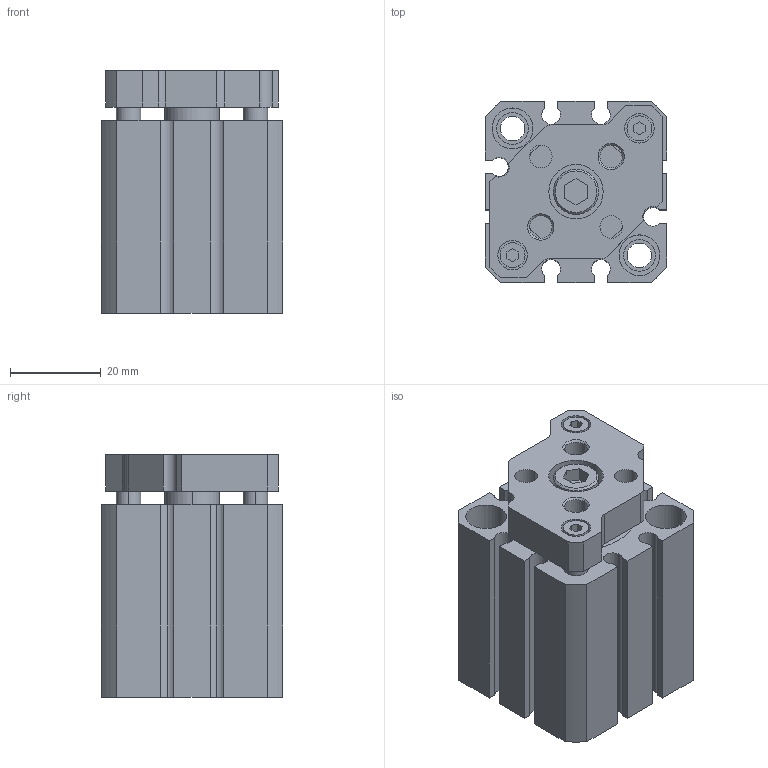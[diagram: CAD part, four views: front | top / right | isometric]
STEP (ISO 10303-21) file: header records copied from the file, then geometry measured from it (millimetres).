
FILE_DESCRIPTION(('STEP AP214'),'1');
FILE_NAME('CA.11.17.007.stp','2017-05-12T12:07:20',(' '),(' '),'Spatial InterOp 3D',' ',' ');
FILE_SCHEMA(('automotive_design'));
Length unit declared in the file: millimetre
Products named in the file (3): CDQMB25-10.step_CQM_ROD_25; CDQMB25-10.step_CQM_TUBE_25B
Assembly tree (2 placements, depth 2):
  (unnamed)
    CDQMB25-10.step_CQM_ROD_25
    CDQMB25-10.step_CQM_TUBE_25B
Bounding box: 40 x 40 x 53.5 mm (x, y, z)
Volume: 58514.9 mm3; surface area: 26644.1 mm2
Topology: 2 solids, 2 shells, 203 faces, 501 edges, 329 vertices
Faces by surface type: cylinder 101, plane 90, cone 12
Entity records: 7822 total; most frequent: DIRECTION 1119, CARTESIAN_POINT 1080, ORIENTED_EDGE 998, EDGE_CURVE 499, AXIS2_PLACEMENT_3D 416, VERTEX_POINT 329, LINE 287, VECTOR 287
